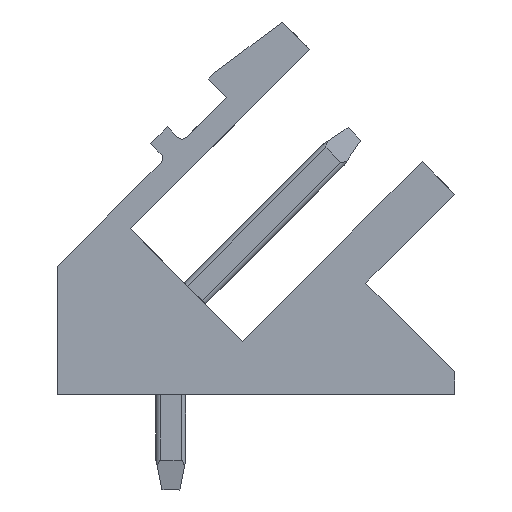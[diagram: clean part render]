
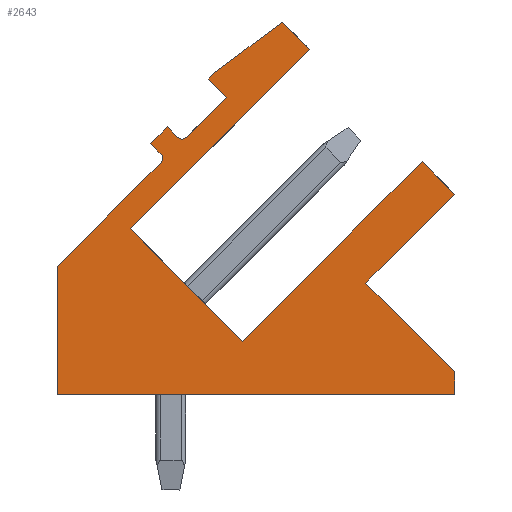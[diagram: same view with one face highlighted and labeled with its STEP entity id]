
A CAD part, left-side view. The second image highlights one B-rep face of the part: STEP entity #2643.
In plain terms, the highlighted planar face has unit normal (-1, 0, 0).
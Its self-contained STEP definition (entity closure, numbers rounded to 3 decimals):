
#2331=AXIS2_PLACEMENT_3D('Circle Axis2P3D',#2329,#2330,$) ;
#2614=AXIS2_PLACEMENT_3D('Plane Axis2P3D',#2611,#2612,#2613) ;
#2618=AXIS2_PLACEMENT_3D('Circle Axis2P3D',#2616,#2617,$) ;
#213=CARTESIAN_POINT('Vertex',(0.,8.98,11.809)) ;
#216=CARTESIAN_POINT('Line Origine',(0.,8.309,12.481)) ;
#220=CARTESIAN_POINT('Vertex',(0.,7.637,13.153)) ;
#515=CARTESIAN_POINT('Vertex',(0.,4.851,14.751)) ;
#518=CARTESIAN_POINT('Line Origine',(0.,7.856,11.746)) ;
#522=CARTESIAN_POINT('Vertex',(0.,10.861,8.74)) ;
#583=CARTESIAN_POINT('Vertex',(0.,5.77,15.67)) ;
#586=CARTESIAN_POINT('Line Origine',(0.,5.31,15.21)) ;
#808=CARTESIAN_POINT('Line Origine',(0.,7.941,13.457)) ;
#812=CARTESIAN_POINT('Vertex',(0.,8.245,13.761)) ;
#1138=CARTESIAN_POINT('Line Origine',(0.,8.98,6.859)) ;
#1142=CARTESIAN_POINT('Vertex',(0.,7.099,4.979)) ;
#1634=CARTESIAN_POINT('Line Origine',(0.,8.139,13.867)) ;
#1638=CARTESIAN_POINT('Vertex',(0.,8.033,13.973)) ;
#1658=CARTESIAN_POINT('Line Origine',(0.,4.094,7.984)) ;
#1662=CARTESIAN_POINT('Vertex',(0.,1.089,10.989)) ;
#1894=CARTESIAN_POINT('Line Origine',(0.,0.544,10.444)) ;
#1898=CARTESIAN_POINT('Vertex',(0.,0.,9.9)) ;
#1926=CARTESIAN_POINT('Line Origine',(0.,1.485,8.415)) ;
#1930=CARTESIAN_POINT('Vertex',(0.,2.97,6.93)) ;
#1950=CARTESIAN_POINT('Line Origine',(0.,1.485,5.445)) ;
#1954=CARTESIAN_POINT('Vertex',(0.,0.,3.96)) ;
#1974=CARTESIAN_POINT('Line Origine',(0.,0.,3.58)) ;
#1978=CARTESIAN_POINT('Vertex',(0.,0.,3.2)) ;
#1998=CARTESIAN_POINT('Line Origine',(0.,6.65,3.2)) ;
#2002=CARTESIAN_POINT('Vertex',(0.,13.3,3.2)) ;
#2286=CARTESIAN_POINT('Line Origine',(0.,13.3,5.345)) ;
#2290=CARTESIAN_POINT('Vertex',(0.,13.3,7.489)) ;
#2305=CARTESIAN_POINT('Line Origine',(0.,11.564,9.225)) ;
#2309=CARTESIAN_POINT('Vertex',(0.,9.829,10.961)) ;
#2329=CARTESIAN_POINT('Axis2P3D Location',(0.,9.97,11.102)) ;
#2333=CARTESIAN_POINT('Vertex',(0.,9.829,11.244)) ;
#2353=CARTESIAN_POINT('Line Origine',(0.,10.006,11.42)) ;
#2357=CARTESIAN_POINT('Vertex',(0.,10.182,11.597)) ;
#2377=CARTESIAN_POINT('Line Origine',(0.,9.899,11.88)) ;
#2381=CARTESIAN_POINT('Vertex',(0.,9.617,12.163)) ;
#2401=CARTESIAN_POINT('Line Origine',(0.,9.44,11.986)) ;
#2405=CARTESIAN_POINT('Vertex',(0.,9.263,11.809)) ;
#2461=CARTESIAN_POINT('Line Origine',(0.,6.901,14.821)) ;
#2611=CARTESIAN_POINT('Axis2P3D Location',(0.,0.,0.)) ;
#2616=CARTESIAN_POINT('Axis2P3D Location',(0.,9.122,11.951)) ;
#217=DIRECTION('Vector Direction',(0.,-0.707,0.707)) ;
#519=DIRECTION('Vector Direction',(0.,0.707,-0.707)) ;
#587=DIRECTION('Vector Direction',(0.,-0.707,-0.707)) ;
#809=DIRECTION('Vector Direction',(0.,0.707,0.707)) ;
#1139=DIRECTION('Vector Direction',(0.,-0.707,-0.707)) ;
#1635=DIRECTION('Vector Direction',(0.,-0.707,0.707)) ;
#1659=DIRECTION('Vector Direction',(0.,-0.707,0.707)) ;
#1895=DIRECTION('Vector Direction',(0.,-0.707,-0.707)) ;
#1927=DIRECTION('Vector Direction',(0.,0.707,-0.707)) ;
#1951=DIRECTION('Vector Direction',(0.,-0.707,-0.707)) ;
#1975=DIRECTION('Vector Direction',(0.,0.,-1.)) ;
#1999=DIRECTION('Vector Direction',(0.,1.,0.)) ;
#2287=DIRECTION('Vector Direction',(0.,0.,1.)) ;
#2306=DIRECTION('Vector Direction',(0.,-0.707,0.707)) ;
#2330=DIRECTION('Axis2P3D Direction',(-1.,0.,0.)) ;
#2354=DIRECTION('Vector Direction',(0.,0.707,0.707)) ;
#2378=DIRECTION('Vector Direction',(0.,-0.707,0.707)) ;
#2402=DIRECTION('Vector Direction',(0.,-0.707,-0.707)) ;
#2462=DIRECTION('Vector Direction',(0.,-0.8,0.6)) ;
#2612=DIRECTION('Axis2P3D Direction',(-1.,0.,0.)) ;
#2613=DIRECTION('Axis2P3D XDirection',(0.,0.,1.)) ;
#2617=DIRECTION('Axis2P3D Direction',(-1.,0.,0.)) ;
#218=VECTOR('Line Direction',#217,1.) ;
#520=VECTOR('Line Direction',#519,1.) ;
#588=VECTOR('Line Direction',#587,1.) ;
#810=VECTOR('Line Direction',#809,1.) ;
#1140=VECTOR('Line Direction',#1139,1.) ;
#1636=VECTOR('Line Direction',#1635,1.) ;
#1660=VECTOR('Line Direction',#1659,1.) ;
#1896=VECTOR('Line Direction',#1895,1.) ;
#1928=VECTOR('Line Direction',#1927,1.) ;
#1952=VECTOR('Line Direction',#1951,1.) ;
#1976=VECTOR('Line Direction',#1975,1.) ;
#2000=VECTOR('Line Direction',#1999,1.) ;
#2288=VECTOR('Line Direction',#2287,1.) ;
#2307=VECTOR('Line Direction',#2306,1.) ;
#2355=VECTOR('Line Direction',#2354,1.) ;
#2379=VECTOR('Line Direction',#2378,1.) ;
#2403=VECTOR('Line Direction',#2402,1.) ;
#2463=VECTOR('Line Direction',#2462,1.) ;
#2622=ORIENTED_EDGE('',*,*,#1144,.T.) ;
#2623=ORIENTED_EDGE('',*,*,#524,.T.) ;
#2624=ORIENTED_EDGE('',*,*,#590,.T.) ;
#2625=ORIENTED_EDGE('',*,*,#2465,.T.) ;
#2626=ORIENTED_EDGE('',*,*,#1640,.T.) ;
#2627=ORIENTED_EDGE('',*,*,#814,.T.) ;
#2628=ORIENTED_EDGE('',*,*,#222,.T.) ;
#2629=ORIENTED_EDGE('',*,*,#2620,.T.) ;
#2630=ORIENTED_EDGE('',*,*,#2407,.T.) ;
#2631=ORIENTED_EDGE('',*,*,#2383,.T.) ;
#2632=ORIENTED_EDGE('',*,*,#2359,.T.) ;
#2633=ORIENTED_EDGE('',*,*,#2335,.T.) ;
#2634=ORIENTED_EDGE('',*,*,#2311,.T.) ;
#2635=ORIENTED_EDGE('',*,*,#2292,.T.) ;
#2636=ORIENTED_EDGE('',*,*,#2004,.T.) ;
#2637=ORIENTED_EDGE('',*,*,#1980,.T.) ;
#2638=ORIENTED_EDGE('',*,*,#1956,.T.) ;
#2639=ORIENTED_EDGE('',*,*,#1932,.T.) ;
#2640=ORIENTED_EDGE('',*,*,#1900,.T.) ;
#2641=ORIENTED_EDGE('',*,*,#1664,.T.) ;
#2643=ADVANCED_FACE('Housing',(#2642),#2615,.T.) ;
#2332=CIRCLE('generated circle',#2331,0.2) ;
#2619=CIRCLE('generated circle',#2618,0.2) ;
#222=EDGE_CURVE('',#221,#214,#219,.F.) ;
#524=EDGE_CURVE('',#523,#516,#521,.F.) ;
#590=EDGE_CURVE('',#516,#584,#589,.F.) ;
#814=EDGE_CURVE('',#813,#221,#811,.F.) ;
#1144=EDGE_CURVE('',#1143,#523,#1141,.F.) ;
#1640=EDGE_CURVE('',#1639,#813,#1637,.F.) ;
#1664=EDGE_CURVE('',#1663,#1143,#1661,.F.) ;
#1900=EDGE_CURVE('',#1899,#1663,#1897,.F.) ;
#1932=EDGE_CURVE('',#1931,#1899,#1929,.F.) ;
#1956=EDGE_CURVE('',#1955,#1931,#1953,.F.) ;
#1980=EDGE_CURVE('',#1979,#1955,#1977,.F.) ;
#2004=EDGE_CURVE('',#2003,#1979,#2001,.F.) ;
#2292=EDGE_CURVE('',#2291,#2003,#2289,.F.) ;
#2311=EDGE_CURVE('',#2310,#2291,#2308,.F.) ;
#2335=EDGE_CURVE('',#2334,#2310,#2332,.F.) ;
#2359=EDGE_CURVE('',#2358,#2334,#2356,.F.) ;
#2383=EDGE_CURVE('',#2382,#2358,#2380,.F.) ;
#2407=EDGE_CURVE('',#2406,#2382,#2404,.F.) ;
#2465=EDGE_CURVE('',#584,#1639,#2464,.F.) ;
#2620=EDGE_CURVE('',#214,#2406,#2619,.F.) ;
#2621=EDGE_LOOP('',(#2622,#2623,#2624,#2625,#2626,#2627,#2628,#2629,#2630,#2631,#2632,#2633,#2634,#2635,#2636,#2637,#2638,#2639,#2640,#2641)) ;
#2642=FACE_OUTER_BOUND('',#2621,.T.) ;
#219=LINE('Line',#216,#218) ;
#521=LINE('Line',#518,#520) ;
#589=LINE('Line',#586,#588) ;
#811=LINE('Line',#808,#810) ;
#1141=LINE('Line',#1138,#1140) ;
#1637=LINE('Line',#1634,#1636) ;
#1661=LINE('Line',#1658,#1660) ;
#1897=LINE('Line',#1894,#1896) ;
#1929=LINE('Line',#1926,#1928) ;
#1953=LINE('Line',#1950,#1952) ;
#1977=LINE('Line',#1974,#1976) ;
#2001=LINE('Line',#1998,#2000) ;
#2289=LINE('Line',#2286,#2288) ;
#2308=LINE('Line',#2305,#2307) ;
#2356=LINE('Line',#2353,#2355) ;
#2380=LINE('Line',#2377,#2379) ;
#2404=LINE('Line',#2401,#2403) ;
#2464=LINE('Line',#2461,#2463) ;
#2615=PLANE('',#2614) ;
#214=VERTEX_POINT('',#213) ;
#221=VERTEX_POINT('',#220) ;
#516=VERTEX_POINT('',#515) ;
#523=VERTEX_POINT('',#522) ;
#584=VERTEX_POINT('',#583) ;
#813=VERTEX_POINT('',#812) ;
#1143=VERTEX_POINT('',#1142) ;
#1639=VERTEX_POINT('',#1638) ;
#1663=VERTEX_POINT('',#1662) ;
#1899=VERTEX_POINT('',#1898) ;
#1931=VERTEX_POINT('',#1930) ;
#1955=VERTEX_POINT('',#1954) ;
#1979=VERTEX_POINT('',#1978) ;
#2003=VERTEX_POINT('',#2002) ;
#2291=VERTEX_POINT('',#2290) ;
#2310=VERTEX_POINT('',#2309) ;
#2334=VERTEX_POINT('',#2333) ;
#2358=VERTEX_POINT('',#2357) ;
#2382=VERTEX_POINT('',#2381) ;
#2406=VERTEX_POINT('',#2405) ;
